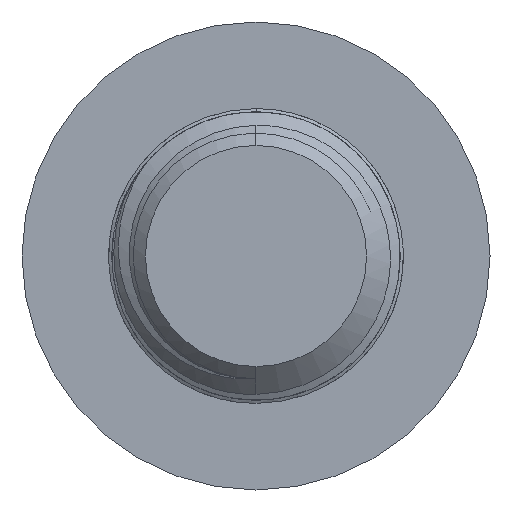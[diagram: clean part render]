
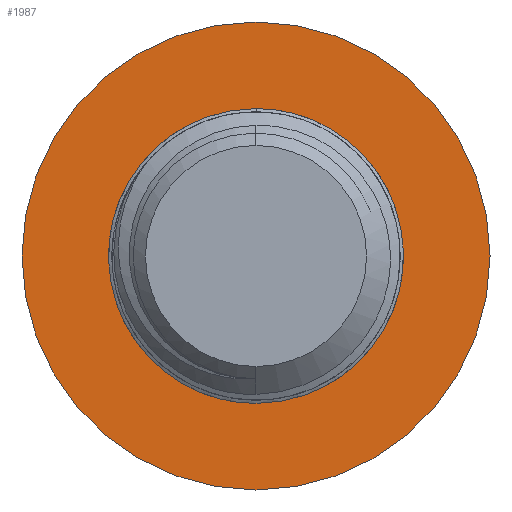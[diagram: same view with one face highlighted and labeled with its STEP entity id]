
A CAD part, left-side view. The second image highlights one B-rep face of the part: STEP entity #1987.
In plain terms, the highlighted planar face has unit normal (-1, 0, 0).
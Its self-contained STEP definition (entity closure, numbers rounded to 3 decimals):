
#12 = VERTEX_POINT ( 'NONE', #2703 ) ;
#24 = ORIENTED_EDGE ( 'NONE', *, *, #2592, .T. ) ;
#103 = VERTEX_POINT ( 'NONE', #1284 ) ;
#229 = FACE_OUTER_BOUND ( 'NONE', #1415, .T. ) ;
#234 = AXIS2_PLACEMENT_3D ( 'NONE', #2577, #2086, #3008 ) ;
#617 = AXIS2_PLACEMENT_3D ( 'NONE', #1917, #1456, #2109 ) ;
#631 = ORIENTED_EDGE ( 'NONE', *, *, #2691, .F. ) ;
#918 = CIRCLE ( 'NONE', #2619, 9.525 ) ;
#1060 = CARTESIAN_POINT ( 'NONE',  ( 167., 0., 9.525 ) ) ;
#1087 = DIRECTION ( 'NONE',  ( 0., 0., -1. ) ) ;
#1125 = EDGE_LOOP ( 'NONE', ( #1519, #24 ) ) ;
#1194 = DIRECTION ( 'NONE',  ( 0., 0., -1. ) ) ;
#1210 = CIRCLE ( 'NONE', #2333, 6. ) ;
#1226 = DIRECTION ( 'NONE',  ( 1., 0., 0. ) ) ;
#1284 = CARTESIAN_POINT ( 'NONE',  ( 167., 0., -6. ) ) ;
#1330 = EDGE_CURVE ( 'NONE', #1473, #103, #1210, .T. ) ;
#1356 = DIRECTION ( 'NONE',  ( 0., 0., -1. ) ) ;
#1415 = EDGE_LOOP ( 'NONE', ( #2909, #631 ) ) ;
#1456 = DIRECTION ( 'NONE',  ( 1., 0., 0. ) ) ;
#1473 = VERTEX_POINT ( 'NONE', #2285 ) ;
#1519 = ORIENTED_EDGE ( 'NONE', *, *, #1330, .T. ) ;
#1554 = CIRCLE ( 'NONE', #617, 9.525 ) ;
#1626 = FACE_BOUND ( 'NONE', #1125, .T. ) ;
#1675 = DIRECTION ( 'NONE',  ( 1., 0., 0. ) ) ;
#1785 = DIRECTION ( 'NONE',  ( 1., 0., 0. ) ) ;
#1917 = CARTESIAN_POINT ( 'NONE',  ( 167., 0., 0. ) ) ;
#1987 = ADVANCED_FACE ( 'NONE', ( #1626, #229 ), #2564, .F. ) ;
#2086 = DIRECTION ( 'NONE',  ( 1., 0., 0. ) ) ;
#2101 = AXIS2_PLACEMENT_3D ( 'NONE', #2292, #1226, #1194 ) ;
#2109 = DIRECTION ( 'NONE',  ( 0., 0., -1. ) ) ;
#2285 = CARTESIAN_POINT ( 'NONE',  ( 167., 0., 6. ) ) ;
#2292 = CARTESIAN_POINT ( 'NONE',  ( 167., 0., 0. ) ) ;
#2333 = AXIS2_PLACEMENT_3D ( 'NONE', #2953, #1785, #1087 ) ;
#2367 = CARTESIAN_POINT ( 'NONE',  ( 167., 0., 0. ) ) ;
#2465 = VERTEX_POINT ( 'NONE', #1060 ) ;
#2560 = EDGE_CURVE ( 'NONE', #2465, #12, #918, .T. ) ;
#2564 = PLANE ( 'NONE',  #234 ) ;
#2577 = CARTESIAN_POINT ( 'NONE',  ( 167., 0., 0. ) ) ;
#2592 = EDGE_CURVE ( 'NONE', #103, #1473, #3020, .T. ) ;
#2619 = AXIS2_PLACEMENT_3D ( 'NONE', #2367, #1675, #1356 ) ;
#2691 = EDGE_CURVE ( 'NONE', #12, #2465, #1554, .T. ) ;
#2703 = CARTESIAN_POINT ( 'NONE',  ( 167., 0., -9.525 ) ) ;
#2909 = ORIENTED_EDGE ( 'NONE', *, *, #2560, .F. ) ;
#2953 = CARTESIAN_POINT ( 'NONE',  ( 167., 0., 0. ) ) ;
#3008 = DIRECTION ( 'NONE',  ( 0., 0., -1. ) ) ;
#3020 = CIRCLE ( 'NONE', #2101, 6. ) ;
